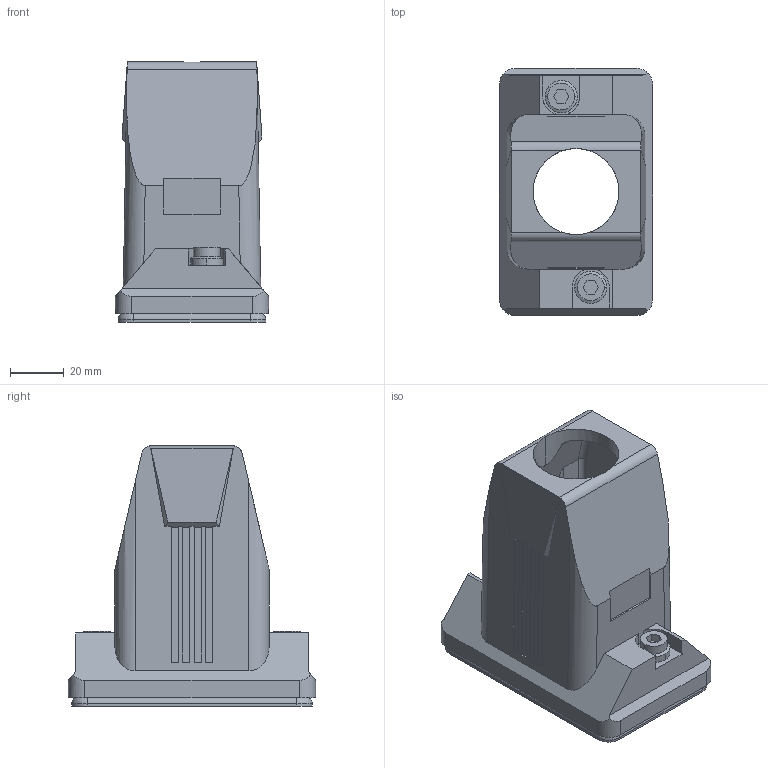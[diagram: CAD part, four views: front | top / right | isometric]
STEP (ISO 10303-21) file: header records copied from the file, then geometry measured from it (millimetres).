
FILE_DESCRIPTION(('Creo Elements/Direct Modeling STEP Export'),'2;1');
FILE_NAME('model.stp','2019-06-19T 8:52:12',(''),(''),'Creo Elements/Direct Modeling STEP processor for AP214 (Solid Model)','Creo Elements/Direct Modeling 20.1A 29-Sep-2018 (C) Parametric Technology GmbH','');
FILE_SCHEMA(('AUTOMOTIVE_DESIGN { 1 0 10303 214 1 1 1 1 }'));
Length unit declared in the file: millimetre
Products named in the file (2): HC_ADV_B06_HHWH_1TTM32_EMC_AL-select
Assembly tree (1 placements, depth 2):
  HC_ADV_B06_HHWH_1TTM32_EMC_AL-select
    HC_ADV_B06_HHWH_1TTM32_EMC_AL-select
Bounding box: 56.99 x 91.99 x 96.8 mm (x, y, z)
Volume: 93187.7 mm3; surface area: 46946.6 mm2
Topology: 1 solids, 1 shells, 236 faces, 632 edges, 408 vertices
Faces by surface type: plane 146, cylinder 74, torus 8, cone 4, sphere 4
Entity records: 9419 total; most frequent: CARTESIAN_POINT 1700, ORIENTED_EDGE 1256, DIRECTION 1156, EDGE_CURVE 628, VECTOR 428, LINE 428, VERTEX_POINT 408, AXIS2_PLACEMENT_3D 364
